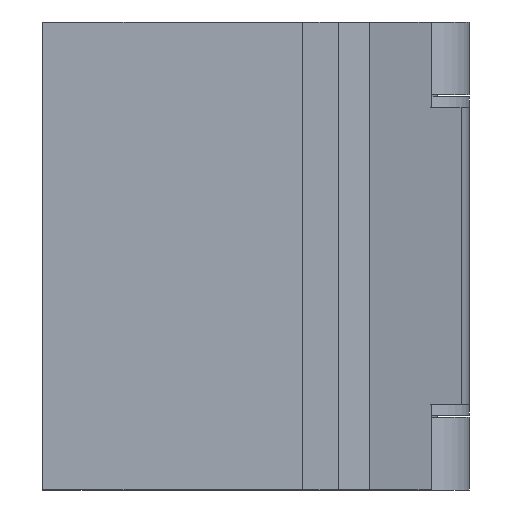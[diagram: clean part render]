
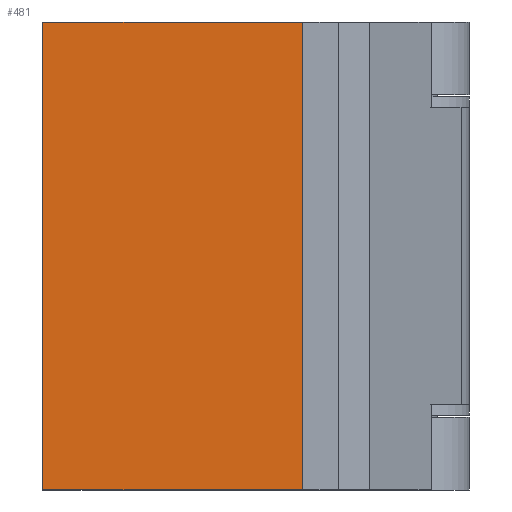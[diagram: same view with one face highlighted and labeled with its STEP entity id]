
A CAD part, front view. The second image highlights one B-rep face of the part: STEP entity #481.
In plain terms, the highlighted planar face has unit normal (-0.001, -1, 0).
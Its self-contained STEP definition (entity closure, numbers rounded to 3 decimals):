
#481 = ADVANCED_FACE( '', ( #1042 ), #1043, .F. );
#1042 = FACE_OUTER_BOUND( '', #1768, .T. );
#1043 = PLANE( '', #1769 );
#1768 = EDGE_LOOP( '', ( #3847, #3848, #3849, #3850, #3851, #3852 ) );
#1769 = AXIS2_PLACEMENT_3D( '', #3853, #3854, #3855 );
#3847 = ORIENTED_EDGE( '', *, *, #5362, .T. );
#3848 = ORIENTED_EDGE( '', *, *, #5367, .F. );
#3849 = ORIENTED_EDGE( '', *, *, #5368, .T. );
#3850 = ORIENTED_EDGE( '', *, *, #5369, .F. );
#3851 = ORIENTED_EDGE( '', *, *, #5370, .F. );
#3852 = ORIENTED_EDGE( '', *, *, #5337, .T. );
#3853 = CARTESIAN_POINT( '', ( -1.206, 20.507, -0.5 ) );
#3854 = DIRECTION( '', ( 0.001, 1., 0. ) );
#3855 = DIRECTION( '', ( 0., 0., 1. ) );
#5337 = EDGE_CURVE( '', #6522, #6520, #6523, .T. );
#5362 = EDGE_CURVE( '', #6520, #6567, #6570, .T. );
#5367 = EDGE_CURVE( '', #6578, #6567, #6579, .T. );
#5368 = EDGE_CURVE( '', #6578, #6550, #6580, .T. );
#5369 = EDGE_CURVE( '', #6581, #6550, #6582, .T. );
#5370 = EDGE_CURVE( '', #6522, #6581, #6583, .T. );
#6520 = VERTEX_POINT( '', #9044 );
#6522 = VERTEX_POINT( '', #9047 );
#6523 = LINE( '', #9048, #9049 );
#6550 = VERTEX_POINT( '', #9084 );
#6567 = VERTEX_POINT( '', #9107 );
#6570 = LINE( '', #9111, #9112 );
#6578 = VERTEX_POINT( '', #9121 );
#6579 = LINE( '', #9122, #9123 );
#6580 = LINE( '', #9124, #9125 );
#6581 = VERTEX_POINT( '', #9126 );
#6582 = LINE( '', #9127, #9128 );
#6583 = LINE( '', #9129, #9130 );
#9044 = CARTESIAN_POINT( '', ( -28.206, 20.529, -0.5 ) );
#9047 = CARTESIAN_POINT( '', ( -1.206, 20.507, -0.5 ) );
#9048 = CARTESIAN_POINT( '', ( -1.206, 20.507, -0.5 ) );
#9049 = VECTOR( '', #10534, 1000. );
#9084 = CARTESIAN_POINT( '', ( -1.206, 20.507, -38.5 ) );
#9107 = CARTESIAN_POINT( '', ( -28.206, 20.529, -45.5 ) );
#9111 = CARTESIAN_POINT( '', ( -28.206, 20.529, -0.5 ) );
#9112 = VECTOR( '', #10577, 1000. );
#9121 = CARTESIAN_POINT( '', ( -1.206, 20.507, -45.5 ) );
#9122 = CARTESIAN_POINT( '', ( -1.206, 20.507, -45.5 ) );
#9123 = VECTOR( '', #10588, 1000. );
#9124 = CARTESIAN_POINT( '', ( -1.206, 20.507, -45.5 ) );
#9125 = VECTOR( '', #10589, 1000. );
#9126 = CARTESIAN_POINT( '', ( -1.206, 20.507, -7.5 ) );
#9127 = CARTESIAN_POINT( '', ( -1.206, 20.507, -0.5 ) );
#9128 = VECTOR( '', #10590, 1000. );
#9129 = CARTESIAN_POINT( '', ( -1.206, 20.507, -0.5 ) );
#9130 = VECTOR( '', #10591, 1000. );
#10534 = DIRECTION( '', ( -1., 0.001, 0. ) );
#10577 = DIRECTION( '', ( 0., 0., -1. ) );
#10588 = DIRECTION( '', ( -1., 0.001, 0. ) );
#10589 = DIRECTION( '', ( 0., 0., 1. ) );
#10590 = DIRECTION( '', ( 0., 0., -1. ) );
#10591 = DIRECTION( '', ( 0., 0., -1. ) );
